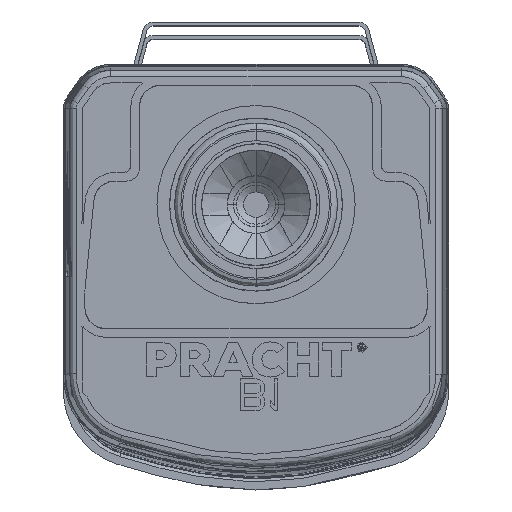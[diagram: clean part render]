
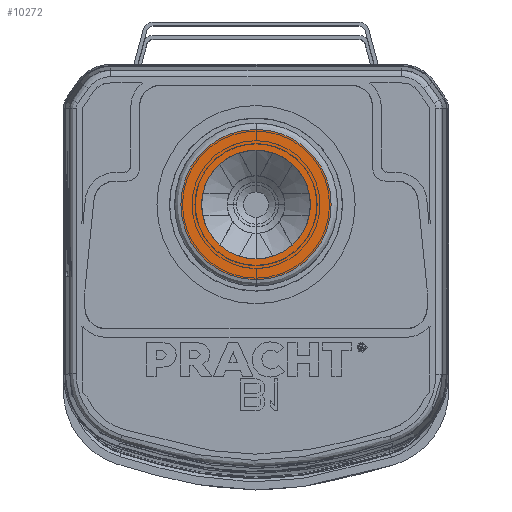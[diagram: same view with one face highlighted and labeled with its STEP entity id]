
A CAD part, top view. The second image highlights one B-rep face of the part: STEP entity #10272.
In plain terms, the highlighted face is planar.
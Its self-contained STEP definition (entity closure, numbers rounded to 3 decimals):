
#68 = CIRCLE ( 'NONE', #35733, 8.5 ) ;
#7588 = ORIENTED_EDGE ( 'NONE', *, *, #56854, .F. ) ;
#9611 = EDGE_LOOP ( 'NONE', ( #33114, #7588 ) ) ;
#10272 = ADVANCED_FACE ( 'NONE', ( #30148, #13942 ), #50756, .T. ) ;
#10344 = CIRCLE ( 'NONE', #57804, 11.75 ) ;
#10679 = EDGE_CURVE ( 'NONE', #50229, #38749, #10344, .T. ) ;
#13942 = FACE_OUTER_BOUND ( 'NONE', #9611, .T. ) ;
#14601 = EDGE_CURVE ( 'NONE', #37287, #39276, #44894, .T. ) ;
#16590 = CARTESIAN_POINT ( 'NONE',  ( 8.5, 0., 0. ) ) ;
#16698 = DIRECTION ( 'NONE',  ( -1., 0., 0. ) ) ;
#19310 = DIRECTION ( 'NONE',  ( -1., 0., -0.012 ) ) ;
#22025 = CARTESIAN_POINT ( 'NONE',  ( 11.75, 0., 0. ) ) ;
#22165 = ORIENTED_EDGE ( 'NONE', *, *, #14601, .F. ) ;
#23673 = CARTESIAN_POINT ( 'NONE',  ( 0., 0., 0. ) ) ;
#24362 = AXIS2_PLACEMENT_3D ( 'NONE', #39615, #34220, #56171 ) ;
#25491 = AXIS2_PLACEMENT_3D ( 'NONE', #45718, #40645, #61277 ) ;
#27618 = AXIS2_PLACEMENT_3D ( 'NONE', #44963, #65620, #19310 ) ;
#29637 = EDGE_CURVE ( 'NONE', #39276, #37287, #68, .T. ) ;
#30148 = FACE_BOUND ( 'NONE', #44612, .T. ) ;
#31908 = CARTESIAN_POINT ( 'NONE',  ( 0., 0., 0. ) ) ;
#33114 = ORIENTED_EDGE ( 'NONE', *, *, #10679, .F. ) ;
#34220 = DIRECTION ( 'NONE',  ( 0., 1., 0. ) ) ;
#34269 = ORIENTED_EDGE ( 'NONE', *, *, #29637, .F. ) ;
#35733 = AXIS2_PLACEMENT_3D ( 'NONE', #31908, #58257, #16698 ) ;
#37287 = VERTEX_POINT ( 'NONE', #16590 ) ;
#38749 = VERTEX_POINT ( 'NONE', #59282 ) ;
#39276 = VERTEX_POINT ( 'NONE', #52812 ) ;
#39615 = CARTESIAN_POINT ( 'NONE',  ( 0., 0., 0. ) ) ;
#40645 = DIRECTION ( 'NONE',  ( 0., 1., 0. ) ) ;
#44612 = EDGE_LOOP ( 'NONE', ( #34269, #22165 ) ) ;
#44894 = CIRCLE ( 'NONE', #25491, 8.5 ) ;
#44963 = CARTESIAN_POINT ( 'NONE',  ( 0., 0., 0. ) ) ;
#45718 = CARTESIAN_POINT ( 'NONE',  ( 0., 0., 0. ) ) ;
#50229 = VERTEX_POINT ( 'NONE', #22025 ) ;
#50756 = PLANE ( 'NONE',  #24362 ) ;
#52812 = CARTESIAN_POINT ( 'NONE',  ( -8.5, 0., 0. ) ) ;
#54425 = DIRECTION ( 'NONE',  ( 0., -1., 0. ) ) ;
#56171 = DIRECTION ( 'NONE',  ( 1., 0., 0. ) ) ;
#56854 = EDGE_CURVE ( 'NONE', #38749, #50229, #66462, .T. ) ;
#57804 = AXIS2_PLACEMENT_3D ( 'NONE', #23673, #54425, #66239 ) ;
#58257 = DIRECTION ( 'NONE',  ( 0., 1., 0. ) ) ;
#59282 = CARTESIAN_POINT ( 'NONE',  ( -11.75, 0., 0. ) ) ;
#61277 = DIRECTION ( 'NONE',  ( 1., 0., 0. ) ) ;
#65620 = DIRECTION ( 'NONE',  ( 0., -1., 0. ) ) ;
#66239 = DIRECTION ( 'NONE',  ( 1., 0., 0.012 ) ) ;
#66462 = CIRCLE ( 'NONE', #27618, 11.75 ) ;
